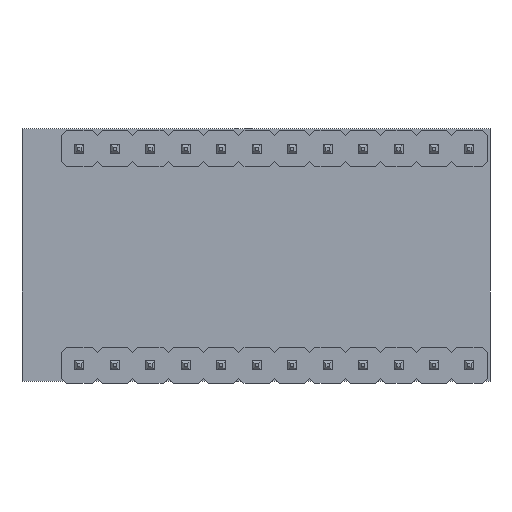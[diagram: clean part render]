
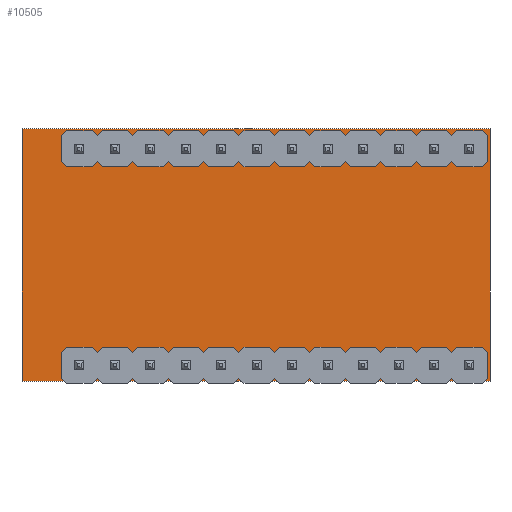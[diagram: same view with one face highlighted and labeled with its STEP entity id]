
A CAD part, front view. The second image highlights one B-rep face of the part: STEP entity #10505.
In plain terms, the highlighted planar face has unit normal (0, -1, 0).
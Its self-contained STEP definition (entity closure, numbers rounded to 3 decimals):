
#3446 = PLANE('',#3447);
#3447 = AXIS2_PLACEMENT_3D('',#3448,#3449,#3450);
#3448 = CARTESIAN_POINT('',(-1.818,24.831,
    -7.58));
#3449 = DIRECTION('',(1.,0.,0.));
#3450 = DIRECTION('',(0.,0.,-1.));
#3474 = PLANE('',#3475);
#3475 = AXIS2_PLACEMENT_3D('',#3476,#3477,#3478);
#3476 = CARTESIAN_POINT('',(-1.818,24.831,
    -7.58));
#3477 = DIRECTION('',(0.,0.,-1.));
#3478 = DIRECTION('',(-1.,0.,0.));
#3502 = PLANE('',#3503);
#3503 = AXIS2_PLACEMENT_3D('',#3504,#3505,#3506);
#3504 = CARTESIAN_POINT('',(31.182,24.831,
    -7.58));
#3505 = DIRECTION('',(-1.,0.,0.));
#3506 = DIRECTION('',(0.,0.,1.));
#3528 = PLANE('',#3529);
#3529 = AXIS2_PLACEMENT_3D('',#3530,#3531,#3532);
#3530 = CARTESIAN_POINT('',(-1.818,24.831,
    -25.38));
#3531 = DIRECTION('',(0.,0.,1.));
#3532 = DIRECTION('',(1.,0.,0.));
#10308 = EDGE_CURVE('',#10309,#10311,#10313,.T.);
#10309 = VERTEX_POINT('',#10310);
#10310 = CARTESIAN_POINT('',(-1.818,24.031,
    -25.38));
#10311 = VERTEX_POINT('',#10312);
#10312 = CARTESIAN_POINT('',(-1.818,24.031,
    -7.58));
#10313 = SURFACE_CURVE('',#10314,(#10318,#10325),.PCURVE_S1.);
#10314 = LINE('',#10315,#10316);
#10315 = CARTESIAN_POINT('',(-1.818,24.031,
    -7.58));
#10316 = VECTOR('',#10317,1.);
#10317 = DIRECTION('',(0.,0.,1.));
#10318 = PCURVE('',#3446,#10319);
#10319 = DEFINITIONAL_REPRESENTATION('',(#10320),#10324);
#10320 = LINE('',#10321,#10322);
#10321 = CARTESIAN_POINT('',(-0.,-0.8));
#10322 = VECTOR('',#10323,1.);
#10323 = DIRECTION('',(-1.,0.));
#10324 = ( GEOMETRIC_REPRESENTATION_CONTEXT(2) 
PARAMETRIC_REPRESENTATION_CONTEXT() REPRESENTATION_CONTEXT('2D SPACE',''
  ) );
#10325 = PCURVE('',#10326,#10331);
#10326 = PLANE('',#10327);
#10327 = AXIS2_PLACEMENT_3D('',#10328,#10329,#10330);
#10328 = CARTESIAN_POINT('',(-1.818,24.031,
    -7.58));
#10329 = DIRECTION('',(0.,-1.,0.));
#10330 = DIRECTION('',(0.,0.,-1.));
#10331 = DEFINITIONAL_REPRESENTATION('',(#10332),#10336);
#10332 = LINE('',#10333,#10334);
#10333 = CARTESIAN_POINT('',(0.,0.));
#10334 = VECTOR('',#10335,1.);
#10335 = DIRECTION('',(-1.,0.));
#10336 = ( GEOMETRIC_REPRESENTATION_CONTEXT(2) 
PARAMETRIC_REPRESENTATION_CONTEXT() REPRESENTATION_CONTEXT('2D SPACE',''
  ) );
#10384 = EDGE_CURVE('',#10311,#10385,#10387,.T.);
#10385 = VERTEX_POINT('',#10386);
#10386 = CARTESIAN_POINT('',(31.182,24.031,
    -7.58));
#10387 = SURFACE_CURVE('',#10388,(#10392,#10399),.PCURVE_S1.);
#10388 = LINE('',#10389,#10390);
#10389 = CARTESIAN_POINT('',(-1.818,24.031,
    -7.58));
#10390 = VECTOR('',#10391,1.);
#10391 = DIRECTION('',(1.,0.,0.));
#10392 = PCURVE('',#3474,#10393);
#10393 = DEFINITIONAL_REPRESENTATION('',(#10394),#10398);
#10394 = LINE('',#10395,#10396);
#10395 = CARTESIAN_POINT('',(0.,-0.8));
#10396 = VECTOR('',#10397,1.);
#10397 = DIRECTION('',(-1.,0.));
#10398 = ( GEOMETRIC_REPRESENTATION_CONTEXT(2) 
PARAMETRIC_REPRESENTATION_CONTEXT() REPRESENTATION_CONTEXT('2D SPACE',''
  ) );
#10399 = PCURVE('',#10326,#10400);
#10400 = DEFINITIONAL_REPRESENTATION('',(#10401),#10405);
#10401 = LINE('',#10402,#10403);
#10402 = CARTESIAN_POINT('',(0.,0.));
#10403 = VECTOR('',#10404,1.);
#10404 = DIRECTION('',(0.,1.));
#10405 = ( GEOMETRIC_REPRESENTATION_CONTEXT(2) 
PARAMETRIC_REPRESENTATION_CONTEXT() REPRESENTATION_CONTEXT('2D SPACE',''
  ) );
#10433 = EDGE_CURVE('',#10385,#10434,#10436,.T.);
#10434 = VERTEX_POINT('',#10435);
#10435 = CARTESIAN_POINT('',(31.182,24.031,
    -25.38));
#10436 = SURFACE_CURVE('',#10437,(#10441,#10448),.PCURVE_S1.);
#10437 = LINE('',#10438,#10439);
#10438 = CARTESIAN_POINT('',(31.182,24.031,
    -7.58));
#10439 = VECTOR('',#10440,1.);
#10440 = DIRECTION('',(0.,0.,-1.));
#10441 = PCURVE('',#3502,#10442);
#10442 = DEFINITIONAL_REPRESENTATION('',(#10443),#10447);
#10443 = LINE('',#10444,#10445);
#10444 = CARTESIAN_POINT('',(0.,-0.8));
#10445 = VECTOR('',#10446,1.);
#10446 = DIRECTION('',(-1.,0.));
#10447 = ( GEOMETRIC_REPRESENTATION_CONTEXT(2) 
PARAMETRIC_REPRESENTATION_CONTEXT() REPRESENTATION_CONTEXT('2D SPACE',''
  ) );
#10448 = PCURVE('',#10326,#10449);
#10449 = DEFINITIONAL_REPRESENTATION('',(#10450),#10454);
#10450 = LINE('',#10451,#10452);
#10451 = CARTESIAN_POINT('',(0.,33.));
#10452 = VECTOR('',#10453,1.);
#10453 = DIRECTION('',(1.,0.));
#10454 = ( GEOMETRIC_REPRESENTATION_CONTEXT(2) 
PARAMETRIC_REPRESENTATION_CONTEXT() REPRESENTATION_CONTEXT('2D SPACE',''
  ) );
#10482 = EDGE_CURVE('',#10434,#10309,#10483,.T.);
#10483 = SURFACE_CURVE('',#10484,(#10488,#10495),.PCURVE_S1.);
#10484 = LINE('',#10485,#10486);
#10485 = CARTESIAN_POINT('',(-1.818,24.031,
    -25.38));
#10486 = VECTOR('',#10487,1.);
#10487 = DIRECTION('',(-1.,-0.,-0.));
#10488 = PCURVE('',#3528,#10489);
#10489 = DEFINITIONAL_REPRESENTATION('',(#10490),#10494);
#10490 = LINE('',#10491,#10492);
#10491 = CARTESIAN_POINT('',(0.,-0.8));
#10492 = VECTOR('',#10493,1.);
#10493 = DIRECTION('',(-1.,0.));
#10494 = ( GEOMETRIC_REPRESENTATION_CONTEXT(2) 
PARAMETRIC_REPRESENTATION_CONTEXT() REPRESENTATION_CONTEXT('2D SPACE',''
  ) );
#10495 = PCURVE('',#10326,#10496);
#10496 = DEFINITIONAL_REPRESENTATION('',(#10497),#10501);
#10497 = LINE('',#10498,#10499);
#10498 = CARTESIAN_POINT('',(17.8,0.));
#10499 = VECTOR('',#10500,1.);
#10500 = DIRECTION('',(0.,-1.));
#10501 = ( GEOMETRIC_REPRESENTATION_CONTEXT(2) 
PARAMETRIC_REPRESENTATION_CONTEXT() REPRESENTATION_CONTEXT('2D SPACE',''
  ) );
#10505 = ADVANCED_FACE('',(#10506),#10326,.T.);
#10506 = FACE_BOUND('',#10507,.T.);
#10507 = EDGE_LOOP('',(#10508,#10509,#10510,#10511));
#10508 = ORIENTED_EDGE('',*,*,#10308,.F.);
#10509 = ORIENTED_EDGE('',*,*,#10482,.F.);
#10510 = ORIENTED_EDGE('',*,*,#10433,.F.);
#10511 = ORIENTED_EDGE('',*,*,#10384,.F.);
